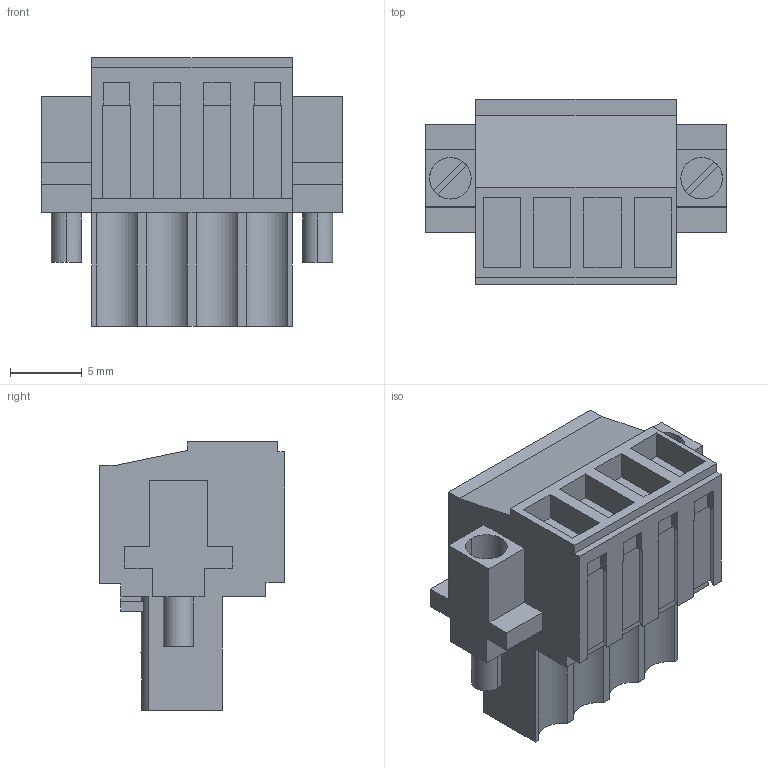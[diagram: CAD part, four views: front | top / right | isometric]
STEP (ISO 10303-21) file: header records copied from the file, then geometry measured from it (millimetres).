
FILE_DESCRIPTION(('CATIA V5R24 STEP','CAx-IF Rec.Pracs.--- Model Styling and Organization---1.2---2011-12-15'),'2;1');
FILE_NAME ('D1453552_0_1615800000_1615800000.stp','2017-05-09T12:58:03+00:00',('none'),('Weidmueller'),'CATIA Version 5-6 Release 2014 SP4 HF52','CATIA V5 STEP AP214','none');
FILE_SCHEMA(('AUTOMOTIVE_DESIGN { 1 0 10303 214 1 1 1 1 }'));
Length unit declared in the file: millimetre
Products named in the file (1): 1615800000
Bounding box: 21 x 12.9 x 18.7 mm (x, y, z)
Volume: 2294.5 mm3; surface area: 2322.4 mm2
Topology: 7 solids, 7 shells, 317 faces, 867 edges, 586 vertices
Faces by surface type: plane 273, cylinder 44
Entity records: 9989 total; most frequent: CARTESIAN_POINT 1883, ORIENTED_EDGE 1734, DIRECTION 1363, EDGE_CURVE 867, VECTOR 727, LINE 727, VERTEX_POINT 586, AXIS2_PLACEMENT_3D 380
